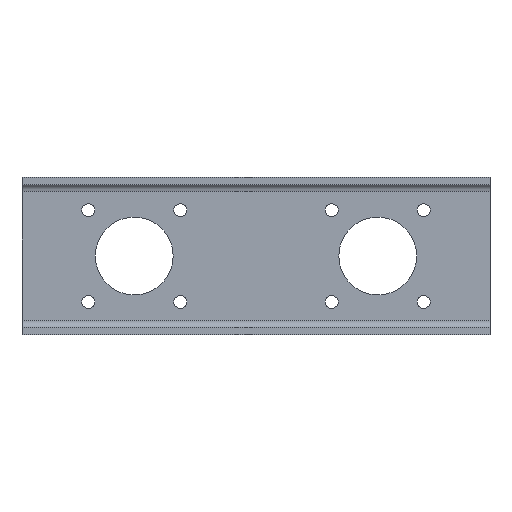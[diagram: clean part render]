
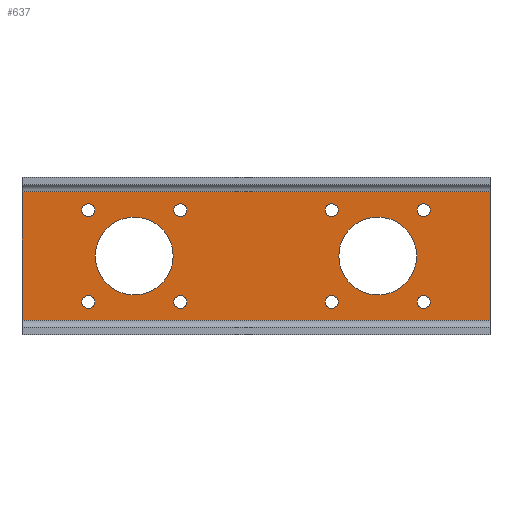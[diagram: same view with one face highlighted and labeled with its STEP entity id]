
A CAD part, top view. The second image highlights one B-rep face of the part: STEP entity #637.
In plain terms, the highlighted planar face has unit normal (0, 0, 1).
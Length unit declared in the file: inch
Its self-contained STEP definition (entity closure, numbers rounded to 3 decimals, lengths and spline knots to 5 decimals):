
#31=FACE_BOUND('',#145,.T.);
#32=FACE_BOUND('',#146,.T.);
#33=FACE_BOUND('',#147,.T.);
#34=FACE_BOUND('',#148,.T.);
#35=FACE_BOUND('',#149,.T.);
#36=FACE_BOUND('',#150,.T.);
#37=FACE_BOUND('',#151,.T.);
#38=FACE_BOUND('',#152,.T.);
#39=FACE_BOUND('',#153,.T.);
#40=FACE_BOUND('',#154,.T.);
#58=PLANE('',#720);
#93=FACE_OUTER_BOUND('',#144,.T.);
#144=EDGE_LOOP('',(#572,#573,#574,#575));
#145=EDGE_LOOP('',(#576));
#146=EDGE_LOOP('',(#577));
#147=EDGE_LOOP('',(#578));
#148=EDGE_LOOP('',(#579));
#149=EDGE_LOOP('',(#580));
#150=EDGE_LOOP('',(#581));
#151=EDGE_LOOP('',(#582));
#152=EDGE_LOOP('',(#583));
#153=EDGE_LOOP('',(#584));
#154=EDGE_LOOP('',(#585));
#173=LINE('',#968,#222);
#176=LINE('',#975,#225);
#192=LINE('',#1034,#241);
#193=LINE('',#1037,#242);
#222=VECTOR('',#783,0.3937);
#225=VECTOR('',#790,0.3937);
#241=VECTOR('',#852,0.3937);
#242=VECTOR('',#857,0.3937);
#277=CIRCLE('',#701,0.072);
#278=CIRCLE('',#703,0.072);
#279=CIRCLE('',#705,0.072);
#280=CIRCLE('',#707,0.072);
#281=CIRCLE('',#709,0.072);
#282=CIRCLE('',#711,0.43307);
#283=CIRCLE('',#713,0.072);
#284=CIRCLE('',#715,0.43307);
#285=CIRCLE('',#717,0.072);
#286=CIRCLE('',#719,0.072);
#302=VERTEX_POINT('',#954);
#303=VERTEX_POINT('',#958);
#306=VERTEX_POINT('',#973);
#325=VERTEX_POINT('',#1024);
#327=VERTEX_POINT('',#1039);
#328=VERTEX_POINT('',#1043);
#329=VERTEX_POINT('',#1047);
#330=VERTEX_POINT('',#1051);
#331=VERTEX_POINT('',#1055);
#332=VERTEX_POINT('',#1059);
#333=VERTEX_POINT('',#1063);
#334=VERTEX_POINT('',#1067);
#335=VERTEX_POINT('',#1071);
#336=VERTEX_POINT('',#1075);
#365=EDGE_CURVE('',#302,#303,#173,.T.);
#368=EDGE_CURVE('',#303,#306,#176,.T.);
#398=EDGE_CURVE('',#306,#325,#192,.T.);
#399=EDGE_CURVE('',#325,#302,#193,.T.);
#400=EDGE_CURVE('',#327,#327,#277,.T.);
#402=EDGE_CURVE('',#328,#328,#278,.T.);
#404=EDGE_CURVE('',#329,#329,#279,.T.);
#406=EDGE_CURVE('',#330,#330,#280,.T.);
#408=EDGE_CURVE('',#331,#331,#281,.T.);
#410=EDGE_CURVE('',#332,#332,#282,.T.);
#412=EDGE_CURVE('',#333,#333,#283,.T.);
#414=EDGE_CURVE('',#334,#334,#284,.T.);
#416=EDGE_CURVE('',#335,#335,#285,.T.);
#418=EDGE_CURVE('',#336,#336,#286,.T.);
#572=ORIENTED_EDGE('',*,*,#365,.T.);
#573=ORIENTED_EDGE('',*,*,#368,.T.);
#574=ORIENTED_EDGE('',*,*,#398,.T.);
#575=ORIENTED_EDGE('',*,*,#399,.T.);
#576=ORIENTED_EDGE('',*,*,#418,.T.);
#577=ORIENTED_EDGE('',*,*,#416,.T.);
#578=ORIENTED_EDGE('',*,*,#414,.T.);
#579=ORIENTED_EDGE('',*,*,#412,.T.);
#580=ORIENTED_EDGE('',*,*,#410,.T.);
#581=ORIENTED_EDGE('',*,*,#408,.T.);
#582=ORIENTED_EDGE('',*,*,#406,.T.);
#583=ORIENTED_EDGE('',*,*,#404,.T.);
#584=ORIENTED_EDGE('',*,*,#402,.T.);
#585=ORIENTED_EDGE('',*,*,#400,.T.);
#637=ADVANCED_FACE('',(#93,#31,#32,#33,#34,#35,#36,#37,#38,#39,#40),#58,
 .T.);
#701=AXIS2_PLACEMENT_3D('',#1040,#860,#861);
#703=AXIS2_PLACEMENT_3D('',#1044,#865,#866);
#705=AXIS2_PLACEMENT_3D('',#1048,#870,#871);
#707=AXIS2_PLACEMENT_3D('',#1052,#875,#876);
#709=AXIS2_PLACEMENT_3D('',#1056,#880,#881);
#711=AXIS2_PLACEMENT_3D('',#1060,#885,#886);
#713=AXIS2_PLACEMENT_3D('',#1064,#890,#891);
#715=AXIS2_PLACEMENT_3D('',#1068,#895,#896);
#717=AXIS2_PLACEMENT_3D('',#1072,#900,#901);
#719=AXIS2_PLACEMENT_3D('',#1076,#905,#906);
#720=AXIS2_PLACEMENT_3D('',#1078,#908,#909);
#783=DIRECTION('',(1.,0.,0.));
#790=DIRECTION('',(0.,1.,0.));
#852=DIRECTION('',(-1.,0.,0.));
#857=DIRECTION('',(0.,-1.,0.));
#860=DIRECTION('center_axis',(0.,0.,-1.));
#861=DIRECTION('ref_axis',(1.,0.,0.));
#865=DIRECTION('center_axis',(0.,0.,-1.));
#866=DIRECTION('ref_axis',(1.,0.,0.));
#870=DIRECTION('center_axis',(0.,0.,-1.));
#871=DIRECTION('ref_axis',(1.,0.,0.));
#875=DIRECTION('center_axis',(0.,0.,-1.));
#876=DIRECTION('ref_axis',(1.,0.,0.));
#880=DIRECTION('center_axis',(0.,0.,-1.));
#881=DIRECTION('ref_axis',(1.,0.,0.));
#885=DIRECTION('center_axis',(0.,0.,-1.));
#886=DIRECTION('ref_axis',(1.,0.,0.));
#890=DIRECTION('center_axis',(0.,0.,-1.));
#891=DIRECTION('ref_axis',(1.,0.,0.));
#895=DIRECTION('center_axis',(0.,0.,-1.));
#896=DIRECTION('ref_axis',(1.,0.,0.));
#900=DIRECTION('center_axis',(0.,0.,-1.));
#901=DIRECTION('ref_axis',(1.,0.,0.));
#905=DIRECTION('center_axis',(0.,0.,-1.));
#906=DIRECTION('ref_axis',(1.,0.,0.));
#908=DIRECTION('center_axis',(0.,0.,1.));
#909=DIRECTION('ref_axis',(1.,0.,0.));
#954=CARTESIAN_POINT('',(-2.605,-0.715,0.08));
#958=CARTESIAN_POINT('',(2.605,-0.715,0.08));
#968=CARTESIAN_POINT('',(-1.3025,-0.715,0.08));
#973=CARTESIAN_POINT('',(2.605,0.715,0.08));
#975=CARTESIAN_POINT('',(2.605,0.875,0.08));
#1024=CARTESIAN_POINT('',(-2.605,0.715,0.08));
#1034=CARTESIAN_POINT('',(1.3025,0.715,0.08));
#1037=CARTESIAN_POINT('',(-2.605,-0.875,0.08));
#1039=CARTESIAN_POINT('',(0.77119,-0.51181,0.08));
#1040=CARTESIAN_POINT('Origin',(0.84319,-0.51181,0.08));
#1043=CARTESIAN_POINT('',(1.79481,-0.51181,0.08));
#1044=CARTESIAN_POINT('Origin',(1.86681,-0.51181,0.08));
#1047=CARTESIAN_POINT('',(1.79481,0.51181,0.08));
#1048=CARTESIAN_POINT('Origin',(1.86681,0.51181,0.08));
#1051=CARTESIAN_POINT('',(0.77119,0.51181,0.08));
#1052=CARTESIAN_POINT('Origin',(0.84319,0.51181,0.08));
#1055=CARTESIAN_POINT('',(-1.93881,-0.51181,0.08));
#1056=CARTESIAN_POINT('Origin',(-1.86681,-0.51181,0.08));
#1059=CARTESIAN_POINT('',(0.92193,0.,0.08));
#1060=CARTESIAN_POINT('Origin',(1.355,0.,0.08));
#1063=CARTESIAN_POINT('',(-0.91519,-0.51181,0.08));
#1064=CARTESIAN_POINT('Origin',(-0.84319,-0.51181,0.08));
#1067=CARTESIAN_POINT('',(-1.78807,0.,0.08));
#1068=CARTESIAN_POINT('Origin',(-1.355,0.,0.08));
#1071=CARTESIAN_POINT('',(-1.93881,0.51181,0.08));
#1072=CARTESIAN_POINT('Origin',(-1.86681,0.51181,0.08));
#1075=CARTESIAN_POINT('',(-0.91519,0.51181,0.08));
#1076=CARTESIAN_POINT('Origin',(-0.84319,0.51181,0.08));
#1078=CARTESIAN_POINT('Origin',(0.,0.,
0.08));
